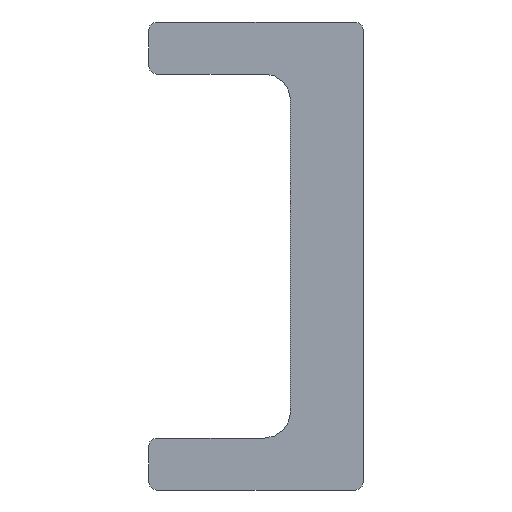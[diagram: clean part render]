
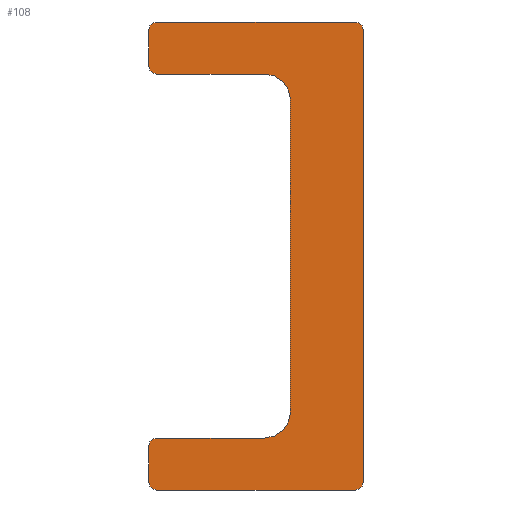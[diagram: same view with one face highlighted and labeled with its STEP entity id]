
A CAD part, front view. The second image highlights one B-rep face of the part: STEP entity #108.
In plain terms, the highlighted planar face has unit normal (0, -1, 0).
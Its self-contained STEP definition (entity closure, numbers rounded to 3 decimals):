
#108 = ADVANCED_FACE( '', ( #250 ), #251, .F. );
#250 = FACE_OUTER_BOUND( '', #461, .T. );
#251 = PLANE( '', #462 );
#461 = EDGE_LOOP( '', ( #735, #736, #737, #738, #739, #740, #741, #742, #743, #744, #745, #746, #747, #748, #749, #750 ) );
#462 = AXIS2_PLACEMENT_3D( '', #751, #752, #753 );
#735 = ORIENTED_EDGE( '', *, *, #1049, .F. );
#736 = ORIENTED_EDGE( '', *, *, #1008, .T. );
#737 = ORIENTED_EDGE( '', *, *, #1050, .F. );
#738 = ORIENTED_EDGE( '', *, *, #981, .T. );
#739 = ORIENTED_EDGE( '', *, *, #1051, .F. );
#740 = ORIENTED_EDGE( '', *, *, #1041, .T. );
#741 = ORIENTED_EDGE( '', *, *, #989, .F. );
#742 = ORIENTED_EDGE( '', *, *, #1052, .T. );
#743 = ORIENTED_EDGE( '', *, *, #1053, .F. );
#744 = ORIENTED_EDGE( '', *, *, #1046, .T. );
#745 = ORIENTED_EDGE( '', *, *, #1001, .F. );
#746 = ORIENTED_EDGE( '', *, *, #1054, .T. );
#747 = ORIENTED_EDGE( '', *, *, #1055, .F. );
#748 = ORIENTED_EDGE( '', *, *, #1056, .T. );
#749 = ORIENTED_EDGE( '', *, *, #1057, .F. );
#750 = ORIENTED_EDGE( '', *, *, #1058, .T. );
#751 = CARTESIAN_POINT( '', ( -4.125, 0., 9. ) );
#752 = DIRECTION( '', ( 0., 1., 0. ) );
#753 = DIRECTION( '', ( 0., 0., 1. ) );
#981 = EDGE_CURVE( '', #1125, #1123, #1126, .F. );
#989 = EDGE_CURVE( '', #1137, #1139, #1140, .T. );
#1001 = EDGE_CURVE( '', #1158, #1159, #1160, .T. );
#1008 = EDGE_CURVE( '', #1172, #1170, #1173, .F. );
#1041 = EDGE_CURVE( '', #1225, #1139, #1226, .F. );
#1046 = EDGE_CURVE( '', #1232, #1159, #1233, .T. );
#1049 = EDGE_CURVE( '', #1172, #1236, #1237, .T. );
#1050 = EDGE_CURVE( '', #1125, #1170, #1238, .T. );
#1051 = EDGE_CURVE( '', #1225, #1123, #1239, .T. );
#1052 = EDGE_CURVE( '', #1137, #1240, #1241, .T. );
#1053 = EDGE_CURVE( '', #1232, #1240, #1242, .T. );
#1054 = EDGE_CURVE( '', #1158, #1243, #1244, .F. );
#1055 = EDGE_CURVE( '', #1245, #1243, #1246, .T. );
#1056 = EDGE_CURVE( '', #1245, #1247, #1248, .F. );
#1057 = EDGE_CURVE( '', #1249, #1247, #1250, .T. );
#1058 = EDGE_CURVE( '', #1249, #1236, #1251, .F. );
#1123 = VERTEX_POINT( '', #1341 );
#1125 = VERTEX_POINT( '', #1344 );
#1126 = CIRCLE( '', #1345, 0.3 );
#1137 = VERTEX_POINT( '', #1358 );
#1139 = VERTEX_POINT( '', #1361 );
#1140 = LINE( '', #1362, #1363 );
#1158 = VERTEX_POINT( '', #1382 );
#1159 = VERTEX_POINT( '', #1383 );
#1160 = LINE( '', #1384, #1385 );
#1170 = VERTEX_POINT( '', #1398 );
#1172 = VERTEX_POINT( '', #1401 );
#1173 = CIRCLE( '', #1402, 0.3 );
#1225 = VERTEX_POINT( '', #1461 );
#1226 = CIRCLE( '', #1462, 0.3 );
#1232 = VERTEX_POINT( '', #1469 );
#1233 = CIRCLE( '', #1470, 1. );
#1236 = VERTEX_POINT( '', #1474 );
#1237 = LINE( '', #1475, #1476 );
#1238 = LINE( '', #1477, #1478 );
#1239 = LINE( '', #1479, #1480 );
#1240 = VERTEX_POINT( '', #1481 );
#1241 = CIRCLE( '', #1482, 1. );
#1242 = LINE( '', #1483, #1484 );
#1243 = VERTEX_POINT( '', #1485 );
#1244 = CIRCLE( '', #1486, 0.3 );
#1245 = VERTEX_POINT( '', #1487 );
#1246 = LINE( '', #1488, #1489 );
#1247 = VERTEX_POINT( '', #1490 );
#1248 = CIRCLE( '', #1491, 0.3 );
#1249 = VERTEX_POINT( '', #1492 );
#1250 = LINE( '', #1493, #1494 );
#1251 = CIRCLE( '', #1495, 0.3 );
#1341 = CARTESIAN_POINT( '', ( -4.125, 0., 8.7 ) );
#1344 = CARTESIAN_POINT( '', ( -3.825, 0., 9. ) );
#1345 = AXIS2_PLACEMENT_3D( '', #1591, #1592, #1593 );
#1358 = CARTESIAN_POINT( '', ( 0.325, 0., 7. ) );
#1361 = CARTESIAN_POINT( '', ( -3.825, 0., 7. ) );
#1362 = CARTESIAN_POINT( '', ( -4.125, 0., 7. ) );
#1363 = VECTOR( '', #1603, 1000. );
#1382 = CARTESIAN_POINT( '', ( -3.825, 0., -7. ) );
#1383 = CARTESIAN_POINT( '', ( 0.325, 0., -7. ) );
#1384 = CARTESIAN_POINT( '', ( 1.325, 0., -7. ) );
#1385 = VECTOR( '', #1623, 1000. );
#1398 = CARTESIAN_POINT( '', ( 3.825, 0., 9. ) );
#1401 = CARTESIAN_POINT( '', ( 4.125, 0., 8.7 ) );
#1402 = AXIS2_PLACEMENT_3D( '', #1631, #1632, #1633 );
#1461 = CARTESIAN_POINT( '', ( -4.125, 0., 7.3 ) );
#1462 = AXIS2_PLACEMENT_3D( '', #1692, #1693, #1694 );
#1469 = CARTESIAN_POINT( '', ( 1.325, 0., -6. ) );
#1470 = AXIS2_PLACEMENT_3D( '', #1699, #1700, #1701 );
#1474 = CARTESIAN_POINT( '', ( 4.125, 0., -8.7 ) );
#1475 = CARTESIAN_POINT( '', ( 4.125, 0., 9. ) );
#1476 = VECTOR( '', #1703, 1000. );
#1477 = CARTESIAN_POINT( '', ( -4.125, 0., 9. ) );
#1478 = VECTOR( '', #1704, 1000. );
#1479 = CARTESIAN_POINT( '', ( -4.125, 0., -9. ) );
#1480 = VECTOR( '', #1705, 1000. );
#1481 = CARTESIAN_POINT( '', ( 1.325, 0., 6. ) );
#1482 = AXIS2_PLACEMENT_3D( '', #1706, #1707, #1708 );
#1483 = CARTESIAN_POINT( '', ( 1.325, 0., 7. ) );
#1484 = VECTOR( '', #1709, 1000. );
#1485 = CARTESIAN_POINT( '', ( -4.125, 0., -7.3 ) );
#1486 = AXIS2_PLACEMENT_3D( '', #1710, #1711, #1712 );
#1487 = CARTESIAN_POINT( '', ( -4.125, 0., -8.7 ) );
#1488 = CARTESIAN_POINT( '', ( -4.125, 0., -9. ) );
#1489 = VECTOR( '', #1713, 1000. );
#1490 = CARTESIAN_POINT( '', ( -3.825, 0., -9. ) );
#1491 = AXIS2_PLACEMENT_3D( '', #1714, #1715, #1716 );
#1492 = CARTESIAN_POINT( '', ( 3.825, 0., -9. ) );
#1493 = CARTESIAN_POINT( '', ( 4.125, 0., -9. ) );
#1494 = VECTOR( '', #1717, 1000. );
#1495 = AXIS2_PLACEMENT_3D( '', #1718, #1719, #1720 );
#1591 = CARTESIAN_POINT( '', ( -3.825, 0., 8.7 ) );
#1592 = DIRECTION( '', ( 0., 1., 0. ) );
#1593 = DIRECTION( '', ( 0., 0., 1. ) );
#1603 = DIRECTION( '', ( -1., 0., 0. ) );
#1623 = DIRECTION( '', ( 1., 0., 0. ) );
#1631 = CARTESIAN_POINT( '', ( 3.825, 0., 8.7 ) );
#1632 = DIRECTION( '', ( 0., 1., 0. ) );
#1633 = DIRECTION( '', ( 0., 0., 1. ) );
#1692 = CARTESIAN_POINT( '', ( -3.825, 0., 7.3 ) );
#1693 = DIRECTION( '', ( 0., 1., 0. ) );
#1694 = DIRECTION( '', ( 0., 0., 1. ) );
#1699 = CARTESIAN_POINT( '', ( 0.325, 0., -6. ) );
#1700 = DIRECTION( '', ( 0., 1., 0. ) );
#1701 = DIRECTION( '', ( 0., 0., 1. ) );
#1703 = DIRECTION( '', ( 0., 0., -1. ) );
#1704 = DIRECTION( '', ( 1., 0., 0. ) );
#1705 = DIRECTION( '', ( 0., 0., 1. ) );
#1706 = CARTESIAN_POINT( '', ( 0.325, 0., 6. ) );
#1707 = DIRECTION( '', ( 0., 1., 0. ) );
#1708 = DIRECTION( '', ( 0., 0., 1. ) );
#1709 = DIRECTION( '', ( 0., 0., 1. ) );
#1710 = CARTESIAN_POINT( '', ( -3.825, 0., -7.3 ) );
#1711 = DIRECTION( '', ( 0., 1., 0. ) );
#1712 = DIRECTION( '', ( 0., 0., 1. ) );
#1713 = DIRECTION( '', ( 0., 0., 1. ) );
#1714 = CARTESIAN_POINT( '', ( -3.825, 0., -8.7 ) );
#1715 = DIRECTION( '', ( 0., 1., 0. ) );
#1716 = DIRECTION( '', ( 0., 0., 1. ) );
#1717 = DIRECTION( '', ( -1., 0., 0. ) );
#1718 = CARTESIAN_POINT( '', ( 3.825, 0., -8.7 ) );
#1719 = DIRECTION( '', ( 0., 1., 0. ) );
#1720 = DIRECTION( '', ( 0., 0., 1. ) );
